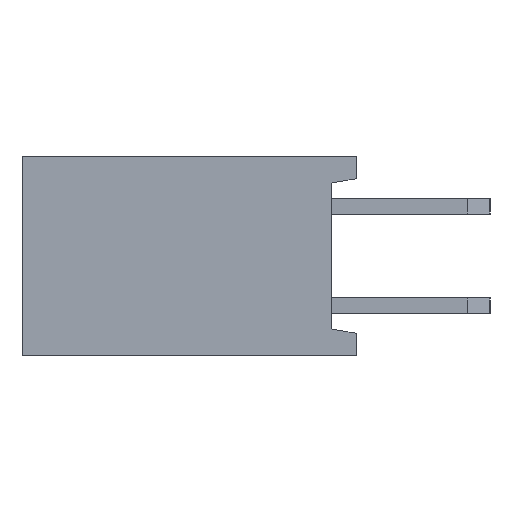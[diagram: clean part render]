
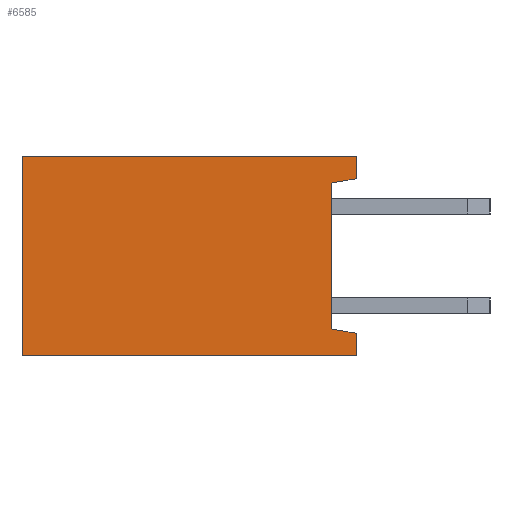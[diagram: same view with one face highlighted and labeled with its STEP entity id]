
A CAD part, left-side view. The second image highlights one B-rep face of the part: STEP entity #6585.
In plain terms, the highlighted planar face has unit normal (-1, 0, 0).
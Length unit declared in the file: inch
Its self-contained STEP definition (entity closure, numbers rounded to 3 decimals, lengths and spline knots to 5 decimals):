
#62 = LINE ( 'NONE', #6828, #2394 ) ;
#77 = DIRECTION ( 'NONE',  ( 0., 0., -1. ) ) ;
#271 = DIRECTION ( 'NONE',  ( 0., 1., 0. ) ) ;
#468 = EDGE_CURVE ( 'NONE', #4410, #3851, #1130, .T. ) ;
#593 = CARTESIAN_POINT ( 'NONE',  ( -0.61, 0., -0.1 ) ) ;
#717 = CARTESIAN_POINT ( 'NONE',  ( -0.61, 0.025, -0.07309 ) ) ;
#774 = DIRECTION ( 'NONE',  ( 0., 1., 0. ) ) ;
#1011 = CARTESIAN_POINT ( 'NONE',  ( -0.61, 0.025, 0.07309 ) ) ;
#1130 = LINE ( 'NONE', #3378, #6858 ) ;
#1293 = ORIENTED_EDGE ( 'NONE', *, *, #4848, .T. ) ;
#1331 = LINE ( 'NONE', #2471, #4541 ) ;
#1454 = VERTEX_POINT ( 'NONE', #4557 ) ;
#1533 = EDGE_CURVE ( 'NONE', #3524, #5726, #6299, .T. ) ;
#1543 = CARTESIAN_POINT ( 'NONE',  ( -0.61, 0., -0.0775 ) ) ;
#1595 = EDGE_LOOP ( 'NONE', ( #1774, #4217, #6110, #5872, #2372, #6734, #1293, #4041 ) ) ;
#1651 = DIRECTION ( 'NONE',  ( 0., 0.985, 0.174 ) ) ;
#1680 = VECTOR ( 'NONE', #77, 39.37008 ) ;
#1774 = ORIENTED_EDGE ( 'NONE', *, *, #3207, .T. ) ;
#2372 = ORIENTED_EDGE ( 'NONE', *, *, #6031, .T. ) ;
#2387 = DIRECTION ( 'NONE',  ( 0., -0.985, 0.174 ) ) ;
#2394 = VECTOR ( 'NONE', #2387, 39.37008 ) ;
#2398 = CARTESIAN_POINT ( 'NONE',  ( -0.61, 0., -0.1 ) ) ;
#2471 = CARTESIAN_POINT ( 'NONE',  ( -0.61, -1.23628, 0.1 ) ) ;
#2475 = VERTEX_POINT ( 'NONE', #1011 ) ;
#2484 = VERTEX_POINT ( 'NONE', #6673 ) ;
#2535 = LINE ( 'NONE', #717, #6309 ) ;
#2861 = CARTESIAN_POINT ( 'NONE',  ( -0.61, 0.335, 0.1 ) ) ;
#2894 = CARTESIAN_POINT ( 'NONE',  ( -0.61, 0.025, -0.07309 ) ) ;
#3066 = VECTOR ( 'NONE', #3948, 39.37008 ) ;
#3154 = PLANE ( 'NONE',  #5511 ) ;
#3207 = EDGE_CURVE ( 'NONE', #3524, #3851, #1331, .T. ) ;
#3378 = CARTESIAN_POINT ( 'NONE',  ( -0.61, 0.335, -0.1 ) ) ;
#3524 = VERTEX_POINT ( 'NONE', #6470 ) ;
#3535 = CARTESIAN_POINT ( 'NONE',  ( -0.61, 0., 0.0775 ) ) ;
#3704 = FACE_OUTER_BOUND ( 'NONE', #1595, .T. ) ;
#3851 = VERTEX_POINT ( 'NONE', #2861 ) ;
#3948 = DIRECTION ( 'NONE',  ( 0., 0., -1. ) ) ;
#4041 = ORIENTED_EDGE ( 'NONE', *, *, #1533, .F. ) ;
#4180 = VECTOR ( 'NONE', #1651, 39.37008 ) ;
#4203 = EDGE_CURVE ( 'NONE', #2484, #1454, #5155, .T. ) ;
#4217 = ORIENTED_EDGE ( 'NONE', *, *, #468, .F. ) ;
#4410 = VERTEX_POINT ( 'NONE', #6115 ) ;
#4541 = VECTOR ( 'NONE', #774, 39.37008 ) ;
#4557 = CARTESIAN_POINT ( 'NONE',  ( -0.61, 0., -0.1 ) ) ;
#4848 = EDGE_CURVE ( 'NONE', #2475, #5726, #62, .T. ) ;
#5068 = EDGE_CURVE ( 'NONE', #5395, #2475, #2535, .T. ) ;
#5155 = LINE ( 'NONE', #593, #1680 ) ;
#5250 = DIRECTION ( 'NONE',  ( 0., 0., 1. ) ) ;
#5395 = VERTEX_POINT ( 'NONE', #2894 ) ;
#5432 = CARTESIAN_POINT ( 'NONE',  ( -0.61, -1.23628, -0.1 ) ) ;
#5511 = AXIS2_PLACEMENT_3D ( 'NONE', #5432, #6207, #6131 ) ;
#5526 = EDGE_CURVE ( 'NONE', #1454, #4410, #7039, .T. ) ;
#5726 = VERTEX_POINT ( 'NONE', #3535 ) ;
#5872 = ORIENTED_EDGE ( 'NONE', *, *, #4203, .F. ) ;
#6031 = EDGE_CURVE ( 'NONE', #2484, #5395, #6730, .T. ) ;
#6110 = ORIENTED_EDGE ( 'NONE', *, *, #5526, .F. ) ;
#6115 = CARTESIAN_POINT ( 'NONE',  ( -0.61, 0.335, -0.1 ) ) ;
#6131 = DIRECTION ( 'NONE',  ( 0., 0., 1. ) ) ;
#6207 = DIRECTION ( 'NONE',  ( -1., 0., 0. ) ) ;
#6299 = LINE ( 'NONE', #2398, #3066 ) ;
#6309 = VECTOR ( 'NONE', #5250, 39.37008 ) ;
#6384 = CARTESIAN_POINT ( 'NONE',  ( -0.61, -1.23628, -0.1 ) ) ;
#6470 = CARTESIAN_POINT ( 'NONE',  ( -0.61, 0., 0.1 ) ) ;
#6585 = ADVANCED_FACE ( 'NONE', ( #3704 ), #3154, .T. ) ;
#6673 = CARTESIAN_POINT ( 'NONE',  ( -0.61, 0., -0.0775 ) ) ;
#6730 = LINE ( 'NONE', #1543, #4180 ) ;
#6734 = ORIENTED_EDGE ( 'NONE', *, *, #5068, .T. ) ;
#6793 = DIRECTION ( 'NONE',  ( 0., 0., 1. ) ) ;
#6828 = CARTESIAN_POINT ( 'NONE',  ( -0.61, 0.025, 0.07309 ) ) ;
#6858 = VECTOR ( 'NONE', #6793, 39.37008 ) ;
#6891 = VECTOR ( 'NONE', #271, 39.37008 ) ;
#7039 = LINE ( 'NONE', #6384, #6891 ) ;
